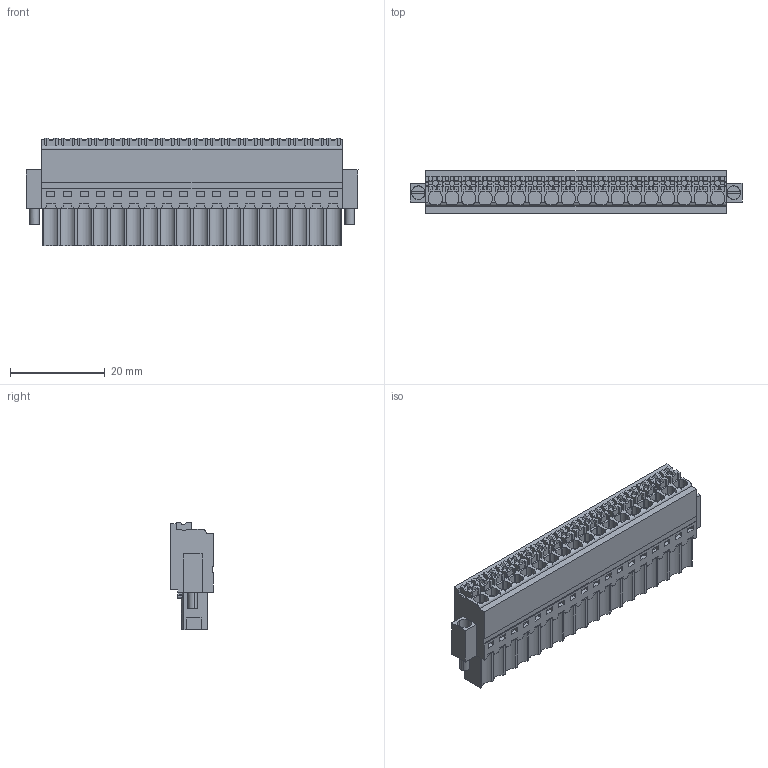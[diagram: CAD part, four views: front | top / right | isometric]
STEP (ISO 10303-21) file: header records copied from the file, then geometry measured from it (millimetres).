
FILE_DESCRIPTION(('CATIA V5R24 STEP','CAx-IF Rec.Pracs.--- Model Styling and Organization---1.2---2011-12-15'),'2;1');
FILE_NAME ('D1463138_0', '2018-03-16T12:48:20+00:00', ('Weidmueller Interface'), ('Weidmueller'), 'CATIA Version 5-6 Release 2014 SP4 HF52', 'CATIA V5 STEP AP214', 'none');
FILE_SCHEMA(('AUTOMOTIVE_DESIGN { 1 0 10303 214 1 1 1 1 }'));
Products named in the file (1): 2537990000
Bounding box: 70 x 9 x 22.7 mm (x, y, z)
Volume: 9374.8 mm3; surface area: 7790.4 mm2
Topology: 21 solids, 21 shells, 1762 faces, 5306 edges, 3628 vertices
Faces by surface type: plane 1561, cylinder 201
Entity records: 55989 total; most frequent: CARTESIAN_POINT 11345, ORIENTED_EDGE 10612, DIRECTION 7120, EDGE_CURVE 5306, VECTOR 4500, LINE 4500, VERTEX_POINT 3628, EDGE_LOOP 1844
